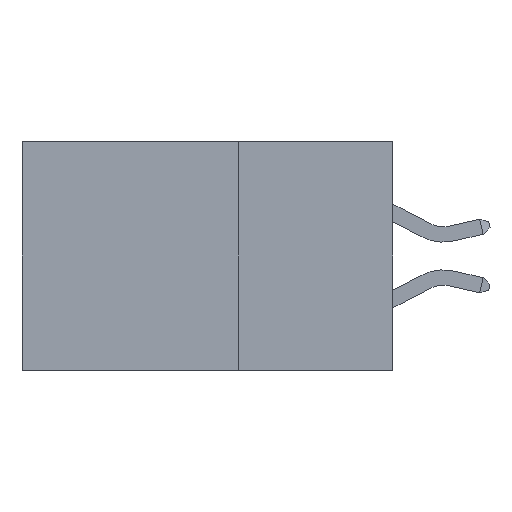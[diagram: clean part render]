
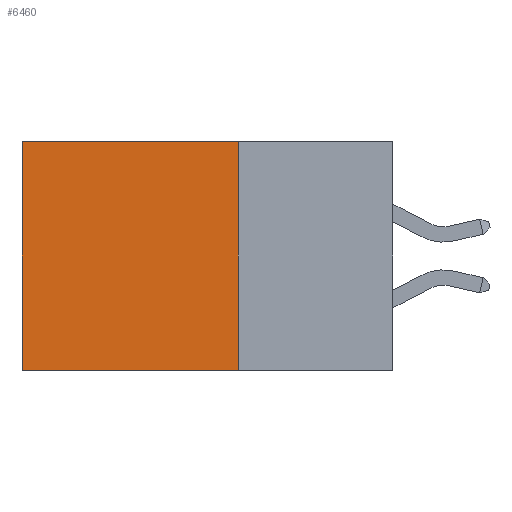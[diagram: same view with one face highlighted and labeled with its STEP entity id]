
A CAD part, left-side view. The second image highlights one B-rep face of the part: STEP entity #6460.
In plain terms, the highlighted planar face has unit normal (-1, 0, 0).
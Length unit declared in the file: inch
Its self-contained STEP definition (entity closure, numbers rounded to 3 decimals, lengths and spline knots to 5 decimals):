
#265 = EDGE_CURVE ( 'NONE', #533, #8148, #1915, .T. ) ;
#359 = DIRECTION ( 'NONE',  ( 0., 0., -1. ) ) ;
#533 = VERTEX_POINT ( 'NONE', #8676 ) ;
#595 = AXIS2_PLACEMENT_3D ( 'NONE', #5201, #9092, #2988 ) ;
#605 = VECTOR ( 'NONE', #359, 39.37008 ) ;
#1058 = EDGE_CURVE ( 'NONE', #533, #4057, #4342, .T. ) ;
#1915 = LINE ( 'NONE', #5154, #3560 ) ;
#2237 = ORIENTED_EDGE ( 'NONE', *, *, #7204, .T. ) ;
#2474 = CARTESIAN_POINT ( 'NONE',  ( 0.2875, 0.25, -0.37 ) ) ;
#2640 = EDGE_CURVE ( 'NONE', #4057, #8050, #10215, .T. ) ;
#2988 = DIRECTION ( 'NONE',  ( 0., 0., -1. ) ) ;
#3560 = VECTOR ( 'NONE', #4953, 39.37008 ) ;
#3610 = ORIENTED_EDGE ( 'NONE', *, *, #1058, .F. ) ;
#3611 = FACE_OUTER_BOUND ( 'NONE', #6081, .T. ) ;
#3713 = VECTOR ( 'NONE', #9012, 39.37008 ) ;
#4057 = VERTEX_POINT ( 'NONE', #6190 ) ;
#4342 = LINE ( 'NONE', #9114, #3713 ) ;
#4953 = DIRECTION ( 'NONE',  ( 0., 1., 0. ) ) ;
#5154 = CARTESIAN_POINT ( 'NONE',  ( 0.2875, 0.25, 0. ) ) ;
#5201 = CARTESIAN_POINT ( 'NONE',  ( 0.2875, 0.25, 0. ) ) ;
#5733 = CARTESIAN_POINT ( 'NONE',  ( 0.2875, 0.6, 0. ) ) ;
#5849 = CARTESIAN_POINT ( 'NONE',  ( 0.2875, 0.6, 0. ) ) ;
#6081 = EDGE_LOOP ( 'NONE', ( #2237, #9934, #3610, #9638 ) ) ;
#6125 = PLANE ( 'NONE',  #595 ) ;
#6190 = CARTESIAN_POINT ( 'NONE',  ( 0.2875, 0.25, -0.37 ) ) ;
#6460 = ADVANCED_FACE ( 'NONE', ( #3611 ), #6125, .F. ) ;
#7159 = CARTESIAN_POINT ( 'NONE',  ( 0.2875, 0.6, -0.37 ) ) ;
#7204 = EDGE_CURVE ( 'NONE', #8148, #8050, #8904, .T. ) ;
#7523 = VECTOR ( 'NONE', #8004, 39.37008 ) ;
#8004 = DIRECTION ( 'NONE',  ( 0., 1., 0. ) ) ;
#8050 = VERTEX_POINT ( 'NONE', #7159 ) ;
#8148 = VERTEX_POINT ( 'NONE', #5849 ) ;
#8676 = CARTESIAN_POINT ( 'NONE',  ( 0.2875, 0.25, 0. ) ) ;
#8904 = LINE ( 'NONE', #5733, #605 ) ;
#9012 = DIRECTION ( 'NONE',  ( 0., 0., -1. ) ) ;
#9092 = DIRECTION ( 'NONE',  ( 1., 0., 0. ) ) ;
#9114 = CARTESIAN_POINT ( 'NONE',  ( 0.2875, 0.25, 0. ) ) ;
#9638 = ORIENTED_EDGE ( 'NONE', *, *, #265, .T. ) ;
#9934 = ORIENTED_EDGE ( 'NONE', *, *, #2640, .F. ) ;
#10215 = LINE ( 'NONE', #2474, #7523 ) ;
